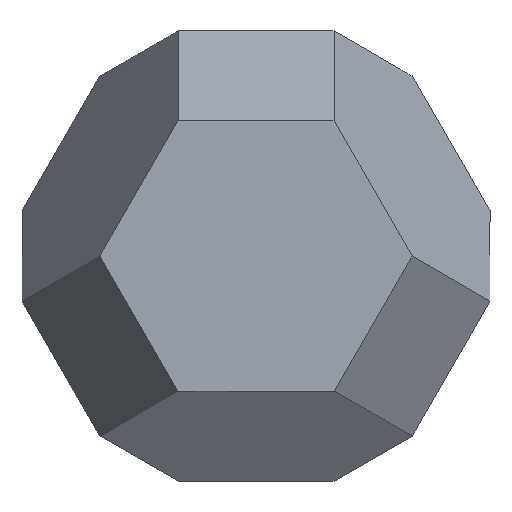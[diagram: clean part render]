
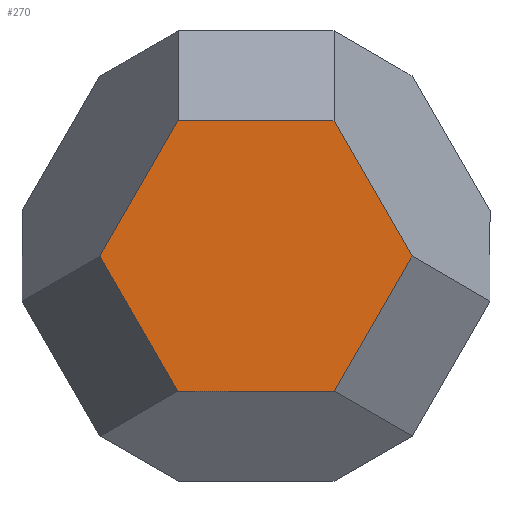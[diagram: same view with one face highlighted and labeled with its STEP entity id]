
A CAD part, isometric view. The second image highlights one B-rep face of the part: STEP entity #270.
In plain terms, the highlighted planar face has unit normal (-0.577, -0.577, 0.577).
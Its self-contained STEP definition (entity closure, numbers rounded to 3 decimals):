
#24=FACE_OUTER_BOUND('',#38,.T.);
#38=EDGE_LOOP('',(#203,#204,#205,#206,#207,#208));
#57=LINE('',#404,#93);
#61=LINE('',#412,#97);
#65=LINE('',#421,#101);
#66=LINE('',#423,#102);
#67=LINE('',#424,#103);
#68=LINE('',#425,#104);
#93=VECTOR('',#329,10.);
#97=VECTOR('',#335,10.);
#101=VECTOR('',#343,10.);
#102=VECTOR('',#344,10.);
#103=VECTOR('',#345,10.);
#104=VECTOR('',#346,10.);
#127=VERTEX_POINT('',#401);
#128=VERTEX_POINT('',#403);
#131=VERTEX_POINT('',#410);
#133=VERTEX_POINT('',#419);
#134=VERTEX_POINT('',#420);
#135=VERTEX_POINT('',#422);
#153=EDGE_CURVE('',#128,#127,#57,.T.);
#157=EDGE_CURVE('',#127,#131,#61,.T.);
#161=EDGE_CURVE('',#133,#134,#65,.T.);
#162=EDGE_CURVE('',#133,#135,#66,.T.);
#163=EDGE_CURVE('',#135,#128,#67,.T.);
#164=EDGE_CURVE('',#131,#134,#68,.T.);
#203=ORIENTED_EDGE('',*,*,#161,.F.);
#204=ORIENTED_EDGE('',*,*,#162,.T.);
#205=ORIENTED_EDGE('',*,*,#163,.T.);
#206=ORIENTED_EDGE('',*,*,#153,.T.);
#207=ORIENTED_EDGE('',*,*,#157,.T.);
#208=ORIENTED_EDGE('',*,*,#164,.T.);
#256=PLANE('',#299);
#270=ADVANCED_FACE('',(#24),#256,.T.);
#299=AXIS2_PLACEMENT_3D('',#418,#341,#342);
#329=DIRECTION('',(0.707,0.,0.707));
#335=DIRECTION('',(0.,0.707,0.707));
#341=DIRECTION('center_axis',(-0.577,-0.577,0.577));
#342=DIRECTION('ref_axis',(0.,-0.707,-0.707));
#343=DIRECTION('',(0.707,0.,0.707));
#344=DIRECTION('',(0.,-0.707,-0.707));
#345=DIRECTION('',(0.707,-0.707,0.));
#346=DIRECTION('',(-0.707,0.707,0.));
#401=CARTESIAN_POINT('',(0.,-20.,10.));
#403=CARTESIAN_POINT('',(-10.,-20.,0.));
#404=CARTESIAN_POINT('',(-7.689,-20.,2.311));
#410=CARTESIAN_POINT('',(0.,-10.,20.));
#412=CARTESIAN_POINT('',(0.,-12.42,17.58));
#418=CARTESIAN_POINT('Origin',(-10.61,-9.535,9.855));
#419=CARTESIAN_POINT('',(-20.,0.,10.));
#420=CARTESIAN_POINT('',(-10.,0.,20.));
#421=CARTESIAN_POINT('',(-17.301,0.,12.699));
#422=CARTESIAN_POINT('',(-20.,-10.,0.));
#423=CARTESIAN_POINT('',(-20.,-2.42,7.58));
#424=CARTESIAN_POINT('',(-17.58,-12.42,0.));
#425=CARTESIAN_POINT('',(-7.769,-2.231,20.));
